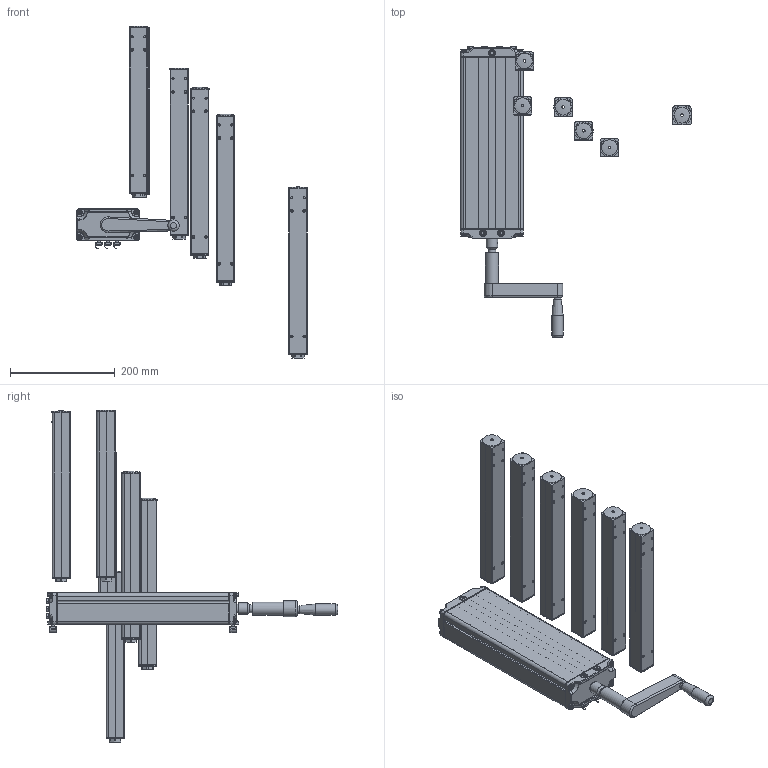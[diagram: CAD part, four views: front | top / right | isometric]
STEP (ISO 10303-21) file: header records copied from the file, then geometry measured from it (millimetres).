
FILE_DESCRIPTION(/* description */ ('Hydrauliksystem LA 200 W - 6 - manuell'),/* implementation_level */ '2;1');
FILE_NAME(/* name */ '270122-6S.step',/* time_stamp */ '2021-08-27T15:16:48+02:00',/* author */ ('MuellerJ'),/* organization */ (''),/* preprocessor_version */ 'ST-DEVELOPER v18.1',/* originating_system */ 'Autodesk Inventor 2021',/* authorisation */ '');
FILE_SCHEMA (('AUTOMOTIVE_DESIGN { 1 0 10303 214 3 1 1 }'));
Length unit declared in the file: millimetre
Products named in the file (25): leer; leer_1; leer_2; leer_3; leer_4; leer_5; leer_6; leer_7; leer_8; leer_9; leer_10; leer_11; leer_12; leer_13; leer_14; leer_15; leer_16; leer_17; leer_18; leer_19; leer_20; leer_21; leer_22; leer_23; 21-1351-2FZ.005
Assembly tree (42 placements, depth 4):
  leer
    leer_1
      leer_2
      leer_3
        leer_4
        leer_5  x4
        leer_6
        leer_7
        leer_8
      leer_9
        leer_10
        leer_11  x6
        leer_12  x4
    leer_13
    leer_14  x6
      leer_15
      leer_16
      leer_17
      leer_18
      leer_19
      leer_20
      leer_21
    leer_22  x3
      leer_23
      21-1351-2FZ.005
Bounding box: 440.59 x 556.25 x 633.8 mm (x, y, z)
Volume: 1854943.2 mm3; surface area: 1118224.5 mm2
Topology: 69 solids, 69 shells, 2384 faces, 5617 edges, 3324 vertices
Faces by surface type: plane 1000, cylinder 553, cone 427, torus 216, bspline 132, sphere 56
Full cylindrical faces by diameter (mm): 3.1 x1, 3.242 x1, 4 x36, 4.1 x6, 4.134 x24, 5 x14, 5.8 x8, 6 x6, 6.647 x6, 6.8 x3, 8 x6, 8.376 x6, 9.8 x8, 10 x2, 13 x1, 14 x2, 15 x1, 17.3 x6, 17.5 x6, 18 x2, 19 x6, 20.8 x18, 21 x6, 21.5 x1, 22 x1, 25 x7, 28.3 x6, 30.4 x6, 36 x6
Entity records: 28650 total; most frequent: CARTESIAN_POINT 7695, DIRECTION 4488, ORIENTED_EDGE 4006, EDGE_CURVE 2003, AXIS2_PLACEMENT_3D 1753, VERTEX_POINT 1187, LINE 982, VECTOR 982
